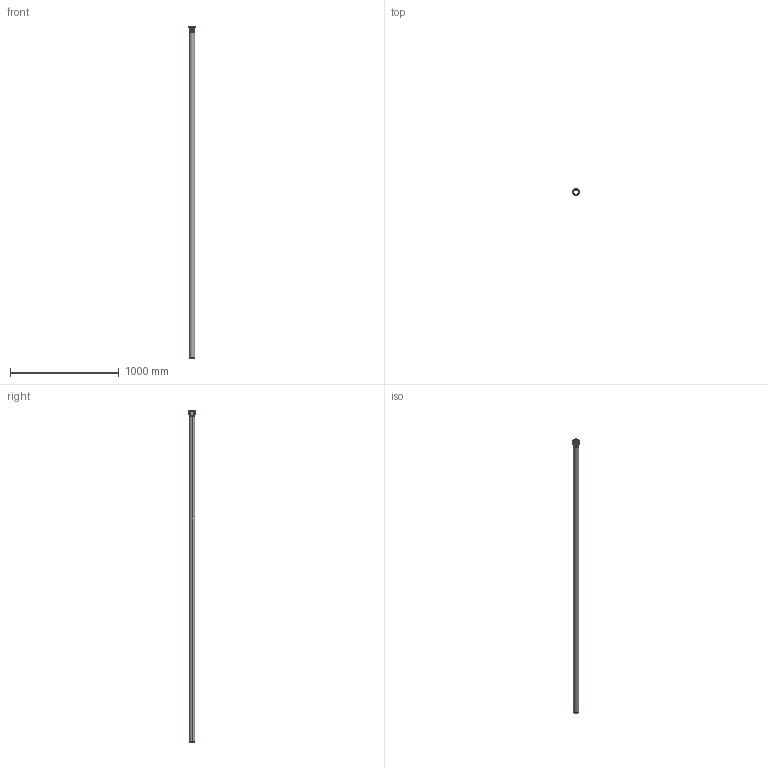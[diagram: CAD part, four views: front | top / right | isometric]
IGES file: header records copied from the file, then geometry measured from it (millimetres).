
Global section: file name: No Iges File Name specified; native system: Autodesk Inventor 2011; preprocessor: AutoDesk Inventor Iges Exporter R2011; author: Marco; date: 20120116.135537; units: millimetre
Bounding box: 63.5 x 63.5 x 3050.8 mm (x, y, z)
Volume: 931649.1 mm3; surface area: 933216 mm2
Topology: 2 solids, 2 shells, 60 faces, 144 edges, 94 vertices
Faces by surface type: revolution 12, cylinder 12, bspline 12, torus 12, plane 10, cone 2
